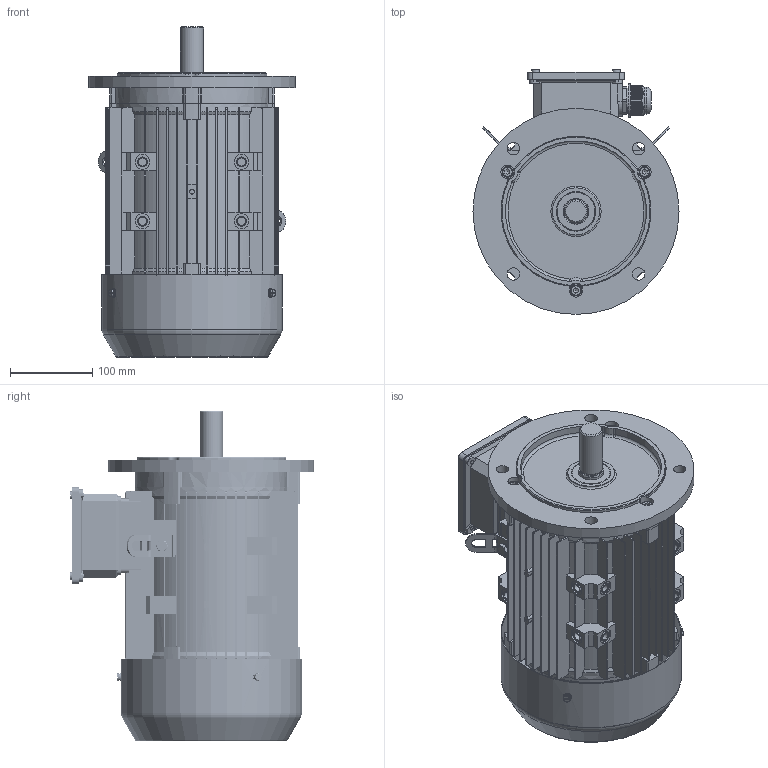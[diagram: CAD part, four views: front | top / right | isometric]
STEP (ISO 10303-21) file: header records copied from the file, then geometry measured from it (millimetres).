
FILE_DESCRIPTION(/* description */ (''),/* implementation_level */ '2;1');
FILE_NAME(/* name */ 'JL-112-B5.stp',/* time_stamp */ '2018-12-30T14:55:17+08:00',/* author */ (''),/* organization */ (''),/* preprocessor_version */ 'ST-DEVELOPER v16.7',/* originating_system */ 'SIEMENS PLM Software NX 12.0',/* authorisation */ '');
FILE_SCHEMA (('AP203_CONFIGURATION_CONTROLLED_3D_DESIGN_OF_MECHANICAL_PARTS_AND_ASSEMBLIES_MIM_LF { 1 0 10303 403 2 1 2}'));
Products named in the file (1): JL-112-B5
Bounding box: 250 x 297 x 400.99 mm (x, y, z)
Volume: 2365116.7 mm3; surface area: 1256413.2 mm2
Topology: 47 solids, 47 shells, 4588 faces, 12979 edges, 8631 vertices
Faces by surface type: plane 2731, cylinder 1452, torus 183, cone 180, bspline 42
Full cylindrical faces by diameter (mm): 2 x4, 4.48 x8, 4.8 x10, 5 x32, 5.3 x4, 5.8 x14, 6 x1, 7.188 x3, 8 x15, 8.58 x2, 9.1 x3, 10 x26, 11 x2, 12 x16, 13 x3, 14.785 x2, 15 x4, 16 x7, 18 x16, 20.9 x2, 24.7 x4, 26 x2, 27 x1, 28 x1, 28.2 x2, 29 x2, 29.45 x12, 30 x16, 30.4 x12, 31.35 x12
Entity records: 160594 total; most frequent: CARTESIAN_POINT 45133, ORIENTED_EDGE 24526, DIRECTION 22623, EDGE_CURVE 12263, VERTEX_POINT 8329, AXIS2_PLACEMENT_3D 7731, LINE 7161, VECTOR 7161
